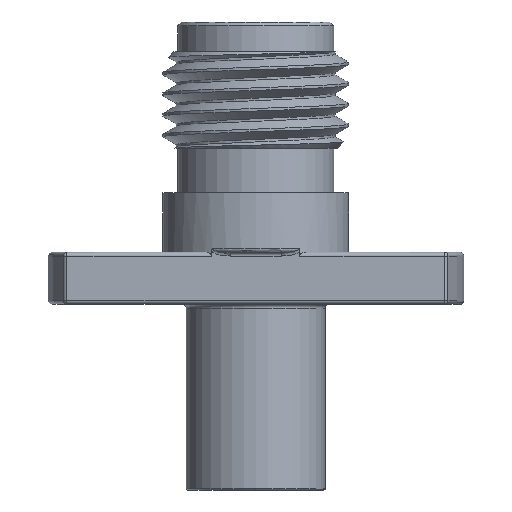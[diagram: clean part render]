
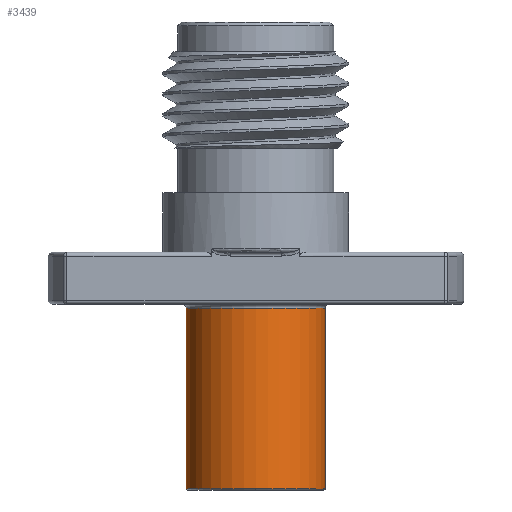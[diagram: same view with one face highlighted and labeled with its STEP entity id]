
A CAD part, front view. The second image highlights one B-rep face of the part: STEP entity #3439.
In plain terms, the highlighted cylindrical face has radius 2.375 mm (diameter 4.75 mm), a partial arc.
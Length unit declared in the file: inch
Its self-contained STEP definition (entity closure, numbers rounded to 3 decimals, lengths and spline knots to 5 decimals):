
#38 = DIRECTION ( 'NONE',  ( 0., 0., -1. ) ) ;
#104 = VERTEX_POINT ( 'NONE', #604 ) ;
#167 = DIRECTION ( 'NONE',  ( 0., 1., 0. ) ) ;
#198 = DIRECTION ( 'NONE',  ( 0., 0., 1. ) ) ;
#212 = CARTESIAN_POINT ( 'NONE',  ( -0.0935, 0., -0.04 ) ) ;
#336 = ORIENTED_EDGE ( 'NONE', *, *, #4169, .T. ) ;
#558 = DIRECTION ( 'NONE',  ( 0., 1., 0. ) ) ;
#604 = CARTESIAN_POINT ( 'NONE',  ( 0.0935, 0., -0.283 ) ) ;
#643 = AXIS2_PLACEMENT_3D ( 'NONE', #2917, #880, #1874 ) ;
#844 = CARTESIAN_POINT ( 'NONE',  ( 0., -0.0935, -0.283 ) ) ;
#880 = DIRECTION ( 'NONE',  ( 0., 0., 1. ) ) ;
#944 = VERTEX_POINT ( 'NONE', #2278 ) ;
#1130 = LINE ( 'NONE', #1951, #2746 ) ;
#1423 = VECTOR ( 'NONE', #3194, 39.37008 ) ;
#1483 = EDGE_CURVE ( 'NONE', #944, #4204, #1846, .T. ) ;
#1584 = ORIENTED_EDGE ( 'NONE', *, *, #3890, .T. ) ;
#1696 = CYLINDRICAL_SURFACE ( 'NONE', #643, 0.0935 ) ;
#1704 = CIRCLE ( 'NONE', #3800, 0.0935 ) ;
#1748 = DIRECTION ( 'NONE',  ( 1., 0., 0. ) ) ;
#1846 = LINE ( 'NONE', #3979, #1423 ) ;
#1874 = DIRECTION ( 'NONE',  ( 1., 0., 0. ) ) ;
#1886 = CARTESIAN_POINT ( 'NONE',  ( 0., 0., -0.283 ) ) ;
#1951 = CARTESIAN_POINT ( 'NONE',  ( 0.0935, 0., -0.165 ) ) ;
#2156 = ORIENTED_EDGE ( 'NONE', *, *, #3189, .T. ) ;
#2278 = CARTESIAN_POINT ( 'NONE',  ( -0.0935, 0., -0.283 ) ) ;
#2652 = DIRECTION ( 'NONE',  ( 0., 0., 1. ) ) ;
#2670 = EDGE_CURVE ( 'NONE', #4234, #104, #1704, .T. ) ;
#2746 = VECTOR ( 'NONE', #2652, 39.37008 ) ;
#2786 = AXIS2_PLACEMENT_3D ( 'NONE', #4158, #38, #1748 ) ;
#2917 = CARTESIAN_POINT ( 'NONE',  ( 0., 0., -0.165 ) ) ;
#3074 = ORIENTED_EDGE ( 'NONE', *, *, #2670, .T. ) ;
#3189 = EDGE_CURVE ( 'NONE', #104, #4320, #1130, .T. ) ;
#3194 = DIRECTION ( 'NONE',  ( 0., 0., 1. ) ) ;
#3287 = DIRECTION ( 'NONE',  ( 0., 0., 1. ) ) ;
#3426 = ORIENTED_EDGE ( 'NONE', *, *, #1483, .F. ) ;
#3439 = ADVANCED_FACE ( 'NONE', ( #4329 ), #1696, .T. ) ;
#3655 = CARTESIAN_POINT ( 'NONE',  ( 0., 0., -0.283 ) ) ;
#3665 = EDGE_LOOP ( 'NONE', ( #3426, #336, #3074, #2156, #1584 ) ) ;
#3800 = AXIS2_PLACEMENT_3D ( 'NONE', #3655, #3287, #167 ) ;
#3846 = CIRCLE ( 'NONE', #2786, 0.0935 ) ;
#3890 = EDGE_CURVE ( 'NONE', #4320, #4204, #3846, .T. ) ;
#3958 = AXIS2_PLACEMENT_3D ( 'NONE', #1886, #198, #558 ) ;
#3979 = CARTESIAN_POINT ( 'NONE',  ( -0.0935, 0., -0.165 ) ) ;
#4059 = CIRCLE ( 'NONE', #3958, 0.0935 ) ;
#4085 = CARTESIAN_POINT ( 'NONE',  ( 0.0935, 0., -0.04 ) ) ;
#4158 = CARTESIAN_POINT ( 'NONE',  ( 0., 0., -0.04 ) ) ;
#4169 = EDGE_CURVE ( 'NONE', #944, #4234, #4059, .T. ) ;
#4204 = VERTEX_POINT ( 'NONE', #212 ) ;
#4234 = VERTEX_POINT ( 'NONE', #844 ) ;
#4320 = VERTEX_POINT ( 'NONE', #4085 ) ;
#4329 = FACE_OUTER_BOUND ( 'NONE', #3665, .T. ) ;
